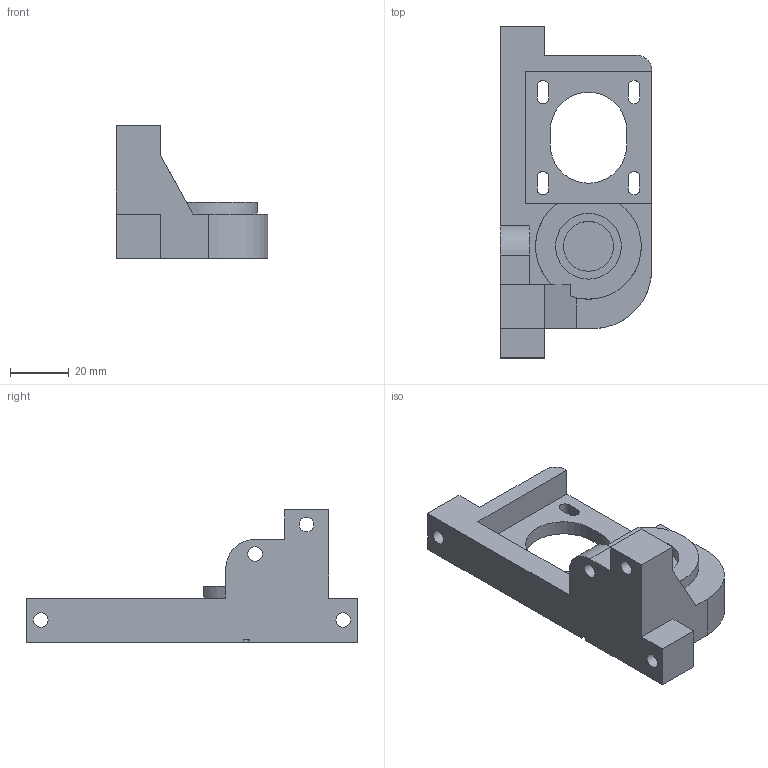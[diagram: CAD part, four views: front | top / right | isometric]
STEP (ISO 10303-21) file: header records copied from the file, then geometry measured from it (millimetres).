
FILE_DESCRIPTION(('FreeCAD Model'),'2;1');
FILE_NAME('y_motor_holder.step','2015-03-05T19:30:54',('Author'),(''), 'Open CASCADE STEP processor 6.7','FreeCAD','Unknown');
FILE_SCHEMA(('AUTOMOTIVE_DESIGN_CC2 { 1 2 10303 214 -1 1 5 4 }'));
Length unit declared in the file: millimetre
Products named in the file (1): y_motor_holder001
Bounding box: 51.5 x 113 x 45 mm (x, y, z)
Volume: 61792.5 mm3; surface area: 19964.1 mm2
Topology: 1 solids, 1 shells, 67 faces, 198 edges, 137 vertices
Faces by surface type: plane 43, cylinder 24
Full cylindrical faces by diameter (mm): 5 x4, 15 x1, 17 x1, 22.4 x2
Entity records: 5059 total; most frequent: CARTESIAN_POINT 1115, DIRECTION 717, LINE 427, VECTOR 427, ORIENTED_EDGE 396, PCURVE 396, DEFINITIONAL_REPRESENTATION 396, EDGE_CURVE 198
